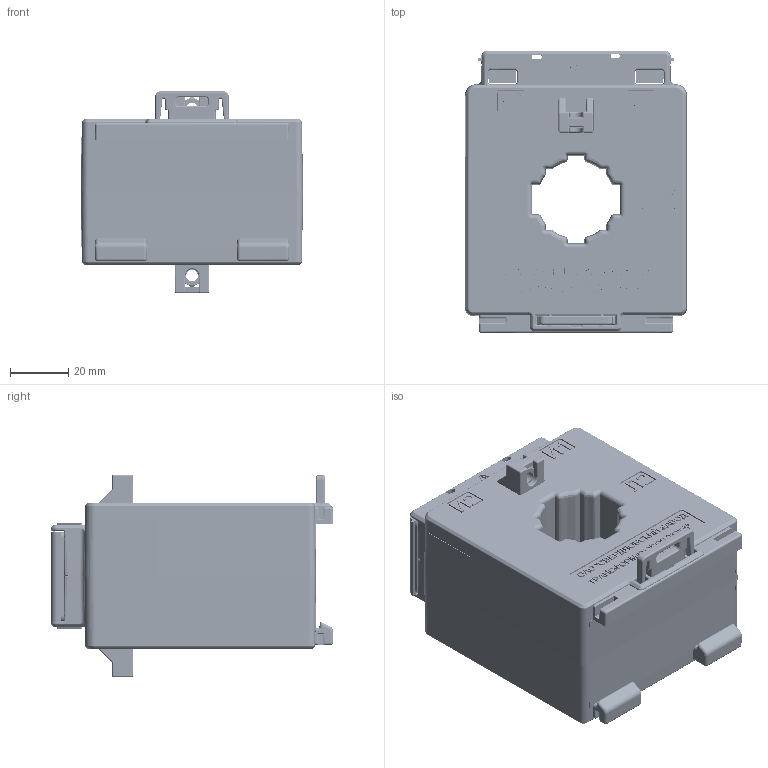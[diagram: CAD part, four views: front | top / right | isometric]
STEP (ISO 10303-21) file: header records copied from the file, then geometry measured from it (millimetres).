
FILE_DESCRIPTION (( 'STEP AP214' ), '1' );
FILE_NAME ('ÒØÏ-0,66-I â íîâîì êîðïóñå äëÿ êàòàëîãà ÀI.STEP', '2026-03-11T10:29:44', ( '' ), ( '' ), 'SwSTEP 2.0', 'SolidWorks 2010', '' );
FILE_SCHEMA (( 'AUTOMOTIVE_DESIGN' ));
Length unit declared in the file: millimetre
Products named in the file (1): ÒØÏ-0,66-I â íîâîì êîðïóñå äëÿ êàòàëîãà ÀI
Bounding box: 76 x 96.86 x 69.4 mm (x, y, z)
Volume: 80877.8 mm3; surface area: 101090.5 mm2
Topology: 11 solids, 11 shells, 6085 faces, 15711 edges, 9503 vertices
Faces by surface type: bspline 2236, plane 1966, cylinder 1623, cone 236, torus 20, sphere 4
Entity records: 380561 total; most frequent: CARTESIAN_POINT 188311, ORIENTED_EDGE 30804, DIRECTION 18771, EDGE_CURVE 15402, VERTEX_POINT 9503, VECTOR 6445, LINE 6445, EDGE_LOOP 6311
